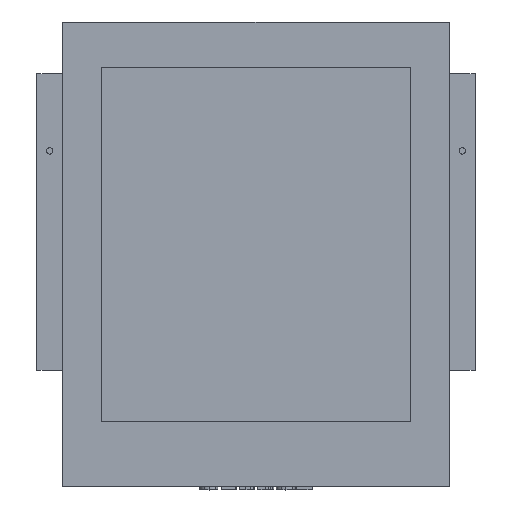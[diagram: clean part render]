
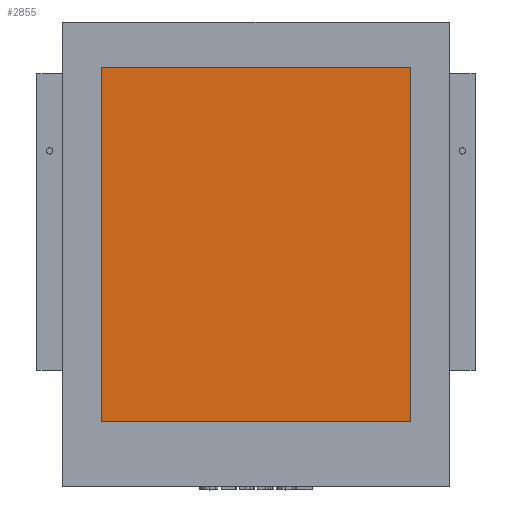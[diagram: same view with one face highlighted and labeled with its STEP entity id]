
A CAD part, top view. The second image highlights one B-rep face of the part: STEP entity #2855.
In plain terms, the highlighted planar face has unit normal (0, 0, 1).
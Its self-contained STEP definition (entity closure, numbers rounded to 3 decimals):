
#297=FACE_OUTER_BOUND('',#465,.T.);
#465=EDGE_LOOP('',(#1911,#1912,#1913,#1914));
#652=LINE('',#3660,#915);
#654=LINE('',#3668,#917);
#657=LINE('',#3674,#920);
#658=LINE('',#3675,#921);
#915=VECTOR('',#3159,10.);
#917=VECTOR('',#3167,10.);
#920=VECTOR('',#3172,10.);
#921=VECTOR('',#3173,10.);
#1178=VERTEX_POINT('',#3657);
#1179=VERTEX_POINT('',#3659);
#1182=VERTEX_POINT('',#3667);
#1184=VERTEX_POINT('',#3673);
#1468=EDGE_CURVE('',#1179,#1178,#652,.T.);
#1472=EDGE_CURVE('',#1179,#1182,#654,.T.);
#1475=EDGE_CURVE('',#1184,#1178,#657,.T.);
#1476=EDGE_CURVE('',#1182,#1184,#658,.T.);
#1911=ORIENTED_EDGE('',*,*,#1468,.T.);
#1912=ORIENTED_EDGE('',*,*,#1475,.F.);
#1913=ORIENTED_EDGE('',*,*,#1476,.F.);
#1914=ORIENTED_EDGE('',*,*,#1472,.F.);
#2773=PLANE('',#3040);
#2855=ADVANCED_FACE('',(#297),#2773,.F.);
#3040=AXIS2_PLACEMENT_3D('',#3672,#3170,#3171);
#3159=DIRECTION('',(-1.,0.,0.));
#3167=DIRECTION('',(0.,-1.,0.));
#3170=DIRECTION('center_axis',(0.,0.,-1.));
#3171=DIRECTION('ref_axis',(-1.,0.,0.));
#3172=DIRECTION('',(0.,1.,0.));
#3173=DIRECTION('',(-1.,0.,0.));
#3657=CARTESIAN_POINT('',(-370.,435.,10.));
#3659=CARTESIAN_POINT('',(-130.,435.,10.));
#3660=CARTESIAN_POINT('',(-310.,435.,10.));
#3667=CARTESIAN_POINT('',(-130.,160.,10.));
#3668=CARTESIAN_POINT('',(-130.,440.,10.));
#3672=CARTESIAN_POINT('Origin',(-250.,300.,10.));
#3673=CARTESIAN_POINT('',(-370.,160.,10.));
#3674=CARTESIAN_POINT('',(-370.,440.,10.));
#3675=CARTESIAN_POINT('',(-130.,160.,10.));
